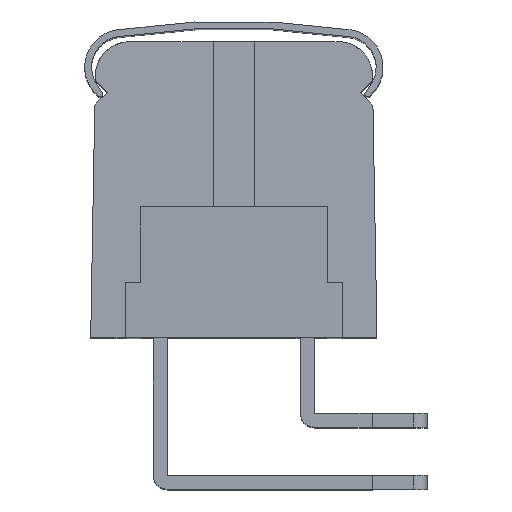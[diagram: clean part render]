
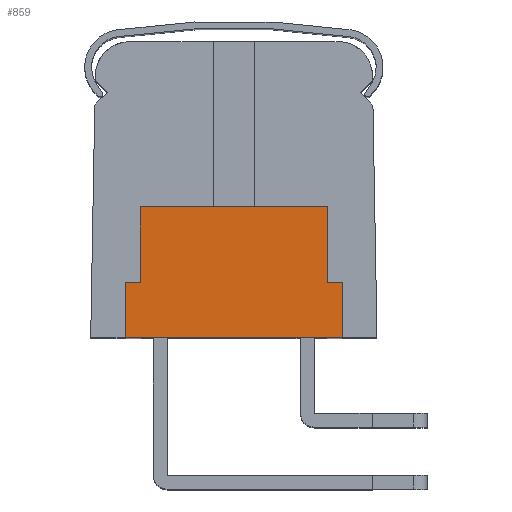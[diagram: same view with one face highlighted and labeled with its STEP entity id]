
A CAD part, top view. The second image highlights one B-rep face of the part: STEP entity #859.
In plain terms, the highlighted planar face has unit normal (0, 0, 1).
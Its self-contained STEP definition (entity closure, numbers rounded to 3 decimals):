
#859 = ADVANCED_FACE( '', ( #2921 ), #2922, .T. );
#2921 = FACE_OUTER_BOUND( '', #5686, .T. );
#2922 = PLANE( '', #5687 );
#5686 = EDGE_LOOP( '', ( #13998, #13999, #14000, #14001, #14002, #14003, #14004, #14005 ) );
#5687 = AXIS2_PLACEMENT_3D( '', #14006, #14007, #14008 );
#13998 = ORIENTED_EDGE( '', *, *, #19844, .T. );
#13999 = ORIENTED_EDGE( '', *, *, #17721, .T. );
#14000 = ORIENTED_EDGE( '', *, *, #19845, .T. );
#14001 = ORIENTED_EDGE( '', *, *, #19846, .T. );
#14002 = ORIENTED_EDGE( '', *, *, #19847, .T. );
#14003 = ORIENTED_EDGE( '', *, *, #19848, .T. );
#14004 = ORIENTED_EDGE( '', *, *, #19849, .T. );
#14005 = ORIENTED_EDGE( '', *, *, #19842, .T. );
#14006 = CARTESIAN_POINT( '', ( -7.9, -10.75, 45.5 ) );
#14007 = DIRECTION( '', ( 0., 0., 1. ) );
#14008 = DIRECTION( '', ( 1., 0., 0. ) );
#17721 = EDGE_CURVE( '', #21383, #21381, #21384, .T. );
#19842 = EDGE_CURVE( '', #24951, #24949, #24952, .T. );
#19844 = EDGE_CURVE( '', #24949, #21383, #24954, .T. );
#19845 = EDGE_CURVE( '', #21381, #24955, #24956, .T. );
#19846 = EDGE_CURVE( '', #24955, #24957, #24958, .T. );
#19847 = EDGE_CURVE( '', #24957, #24959, #24960, .T. );
#19848 = EDGE_CURVE( '', #24959, #24961, #24962, .T. );
#19849 = EDGE_CURVE( '', #24961, #24951, #24963, .T. );
#21381 = VERTEX_POINT( '', #27496 );
#21383 = VERTEX_POINT( '', #27499 );
#21384 = LINE( '', #27500, #27501 );
#24949 = VERTEX_POINT( '', #33965 );
#24951 = VERTEX_POINT( '', #33968 );
#24952 = LINE( '', #33969, #33970 );
#24954 = LINE( '', #33973, #33974 );
#24955 = VERTEX_POINT( '', #33975 );
#24956 = LINE( '', #33976, #33977 );
#24957 = VERTEX_POINT( '', #33978 );
#24958 = LINE( '', #33979, #33980 );
#24959 = VERTEX_POINT( '', #33981 );
#24960 = LINE( '', #33982, #33983 );
#24961 = VERTEX_POINT( '', #33984 );
#24962 = LINE( '', #33985, #33986 );
#24963 = LINE( '', #33987, #33988 );
#27496 = CARTESIAN_POINT( '', ( 7.9, -10.75, 45.5 ) );
#27499 = CARTESIAN_POINT( '', ( -7.9, -10.75, 45.5 ) );
#27500 = CARTESIAN_POINT( '', ( -7.9, -10.75, 45.5 ) );
#27501 = VECTOR( '', #36807, 1000. );
#33965 = CARTESIAN_POINT( '', ( -7.9, -6.75, 45.5 ) );
#33968 = CARTESIAN_POINT( '', ( -6.8, -6.75, 45.5 ) );
#33969 = CARTESIAN_POINT( '', ( -6.8, -6.75, 45.5 ) );
#33970 = VECTOR( '', #39640, 1000. );
#33973 = CARTESIAN_POINT( '', ( -7.9, -6.75, 45.5 ) );
#33974 = VECTOR( '', #39642, 1000. );
#33975 = CARTESIAN_POINT( '', ( 7.9, -6.75, 45.5 ) );
#33976 = CARTESIAN_POINT( '', ( 7.9, -10.75, 45.5 ) );
#33977 = VECTOR( '', #39643, 1000. );
#33978 = CARTESIAN_POINT( '', ( 6.8, -6.75, 45.5 ) );
#33979 = CARTESIAN_POINT( '', ( 7.9, -6.75, 45.5 ) );
#33980 = VECTOR( '', #39644, 1000. );
#33981 = CARTESIAN_POINT( '', ( 6.8, -1.25, 45.5 ) );
#33982 = CARTESIAN_POINT( '', ( 6.8, -6.75, 45.5 ) );
#33983 = VECTOR( '', #39645, 1000. );
#33984 = CARTESIAN_POINT( '', ( -6.8, -1.25, 45.5 ) );
#33985 = CARTESIAN_POINT( '', ( 6.8, -1.25, 45.5 ) );
#33986 = VECTOR( '', #39646, 1000. );
#33987 = CARTESIAN_POINT( '', ( -6.8, -1.25, 45.5 ) );
#33988 = VECTOR( '', #39647, 1000. );
#36807 = DIRECTION( '', ( 1., 0., 0. ) );
#39640 = DIRECTION( '', ( -1., 0., 0. ) );
#39642 = DIRECTION( '', ( 0., -1., 0. ) );
#39643 = DIRECTION( '', ( 0., 1., 0. ) );
#39644 = DIRECTION( '', ( -1., 0., 0. ) );
#39645 = DIRECTION( '', ( 0., 1., 0. ) );
#39646 = DIRECTION( '', ( -1., 0., 0. ) );
#39647 = DIRECTION( '', ( 0., -1., 0. ) );
